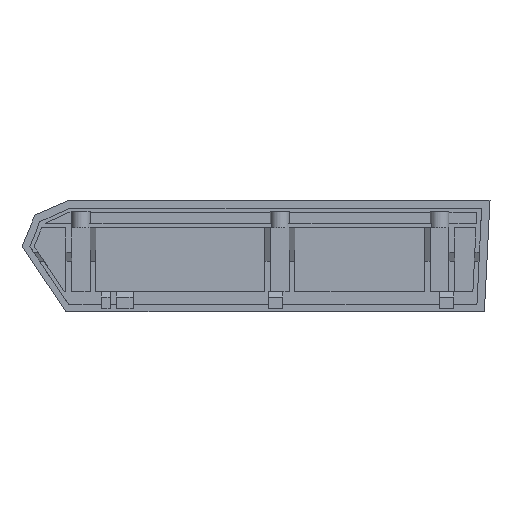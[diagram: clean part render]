
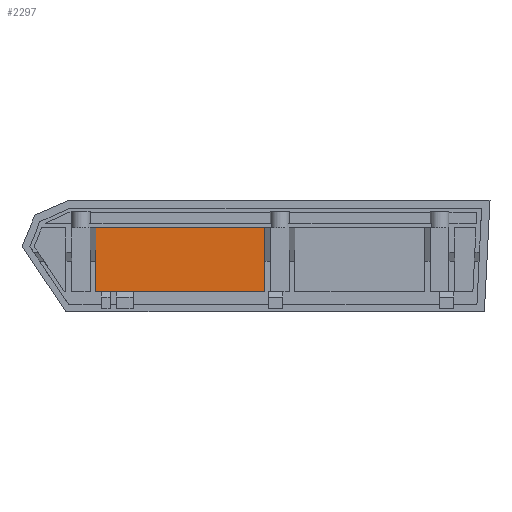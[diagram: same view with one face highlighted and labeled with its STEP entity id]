
A CAD part, top view. The second image highlights one B-rep face of the part: STEP entity #2297.
In plain terms, the highlighted planar face has unit normal (0, 0, 1).
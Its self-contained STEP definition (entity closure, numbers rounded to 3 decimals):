
#98=FACE_OUTER_BOUND('',#226,.T.);
#226=EDGE_LOOP('',(#1682,#1683,#1684,#1685));
#432=LINE('',#3414,#741);
#453=LINE('',#3461,#762);
#454=LINE('',#3463,#763);
#455=LINE('',#3464,#764);
#741=VECTOR('',#2759,10.);
#762=VECTOR('',#2792,10.);
#763=VECTOR('',#2793,10.);
#764=VECTOR('',#2794,10.);
#1031=VERTEX_POINT('',#3407);
#1034=VERTEX_POINT('',#3412);
#1054=VERTEX_POINT('',#3460);
#1055=VERTEX_POINT('',#3462);
#1275=EDGE_CURVE('',#1031,#1034,#432,.T.);
#1296=EDGE_CURVE('',#1054,#1031,#453,.T.);
#1297=EDGE_CURVE('',#1034,#1055,#454,.T.);
#1298=EDGE_CURVE('',#1055,#1054,#455,.T.);
#1682=ORIENTED_EDGE('',*,*,#1296,.T.);
#1683=ORIENTED_EDGE('',*,*,#1275,.T.);
#1684=ORIENTED_EDGE('',*,*,#1297,.T.);
#1685=ORIENTED_EDGE('',*,*,#1298,.T.);
#2178=PLANE('',#2449);
#2297=ADVANCED_FACE('',(#98),#2178,.T.);
#2449=AXIS2_PLACEMENT_3D('',#3459,#2790,#2791);
#2759=DIRECTION('',(1.,0.,0.));
#2790=DIRECTION('center_axis',(0.,0.,1.));
#2791=DIRECTION('ref_axis',(0.,1.,0.));
#2792=DIRECTION('',(0.,-1.,0.));
#2793=DIRECTION('',(0.,1.,0.));
#2794=DIRECTION('',(-1.,0.,0.));
#3407=CARTESIAN_POINT('',(-94.,649.219,-106.876));
#3412=CARTESIAN_POINT('',(-3.5,649.219,-106.876));
#3414=CARTESIAN_POINT('',(-94.,649.219,-106.876));
#3459=CARTESIAN_POINT('Origin',(-3.5,649.219,-106.876));
#3460=CARTESIAN_POINT('',(-94.,683.219,-106.876));
#3461=CARTESIAN_POINT('',(-94.,683.219,-106.876));
#3462=CARTESIAN_POINT('',(-3.5,683.219,-106.876));
#3463=CARTESIAN_POINT('',(-3.5,649.219,-106.876));
#3464=CARTESIAN_POINT('',(-3.5,683.219,-106.876));
